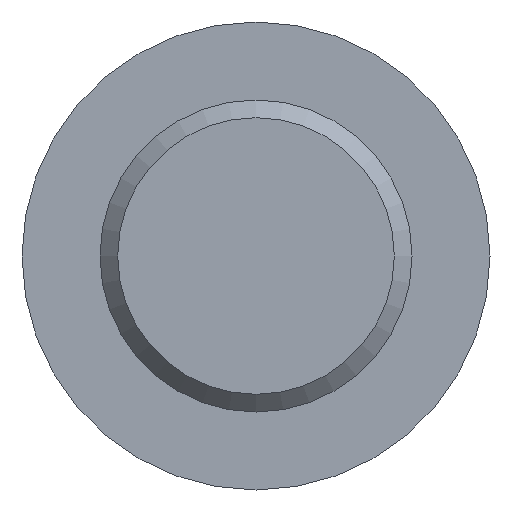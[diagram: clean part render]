
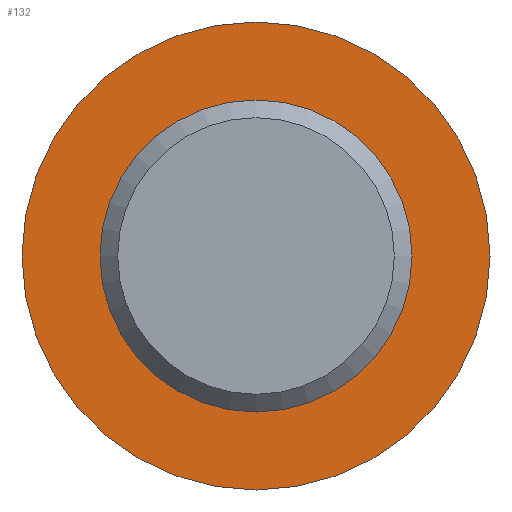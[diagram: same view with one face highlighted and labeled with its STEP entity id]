
A CAD part, front view. The second image highlights one B-rep face of the part: STEP entity #132.
In plain terms, the highlighted planar face has unit normal (0, -1, 0).
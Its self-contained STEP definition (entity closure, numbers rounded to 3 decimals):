
#24 = VERTEX_POINT ( 'NONE', #311 ) ;
#57 = AXIS2_PLACEMENT_3D ( 'NONE', #127, #268, #418 ) ;
#100 = EDGE_CURVE ( 'NONE', #428, #428, #183, .T. ) ;
#127 = CARTESIAN_POINT ( 'NONE',  ( 0., 140., 0. ) ) ;
#132 = ADVANCED_FACE ( 'NONE', ( #174, #499 ), #295, .F. ) ;
#155 = AXIS2_PLACEMENT_3D ( 'NONE', #168, #333, #448 ) ;
#168 = CARTESIAN_POINT ( 'NONE',  ( -11., 140., 0. ) ) ;
#174 = FACE_BOUND ( 'NONE', #385, .T. ) ;
#183 = CIRCLE ( 'NONE', #224, 11. ) ;
#224 = AXIS2_PLACEMENT_3D ( 'NONE', #253, #503, #375 ) ;
#236 = CIRCLE ( 'NONE', #57, 16.5 ) ;
#251 = ORIENTED_EDGE ( 'NONE', *, *, #327, .T. ) ;
#253 = CARTESIAN_POINT ( 'NONE',  ( 0., 140., 0. ) ) ;
#268 = DIRECTION ( 'NONE',  ( 0., -1., 0. ) ) ;
#282 = EDGE_LOOP ( 'NONE', ( #251 ) ) ;
#295 = PLANE ( 'NONE',  #155 ) ;
#308 = CARTESIAN_POINT ( 'NONE',  ( 0., 140., -11. ) ) ;
#311 = CARTESIAN_POINT ( 'NONE',  ( 0., 140., -16.5 ) ) ;
#327 = EDGE_CURVE ( 'NONE', #24, #24, #236, .T. ) ;
#333 = DIRECTION ( 'NONE',  ( 0., 1., 0. ) ) ;
#375 = DIRECTION ( 'NONE',  ( 0., 0., -1. ) ) ;
#385 = EDGE_LOOP ( 'NONE', ( #389 ) ) ;
#389 = ORIENTED_EDGE ( 'NONE', *, *, #100, .F. ) ;
#418 = DIRECTION ( 'NONE',  ( 0., 0., -1. ) ) ;
#428 = VERTEX_POINT ( 'NONE', #308 ) ;
#448 = DIRECTION ( 'NONE',  ( 0., 0., 1. ) ) ;
#499 = FACE_OUTER_BOUND ( 'NONE', #282, .T. ) ;
#503 = DIRECTION ( 'NONE',  ( 0., -1., 0. ) ) ;
